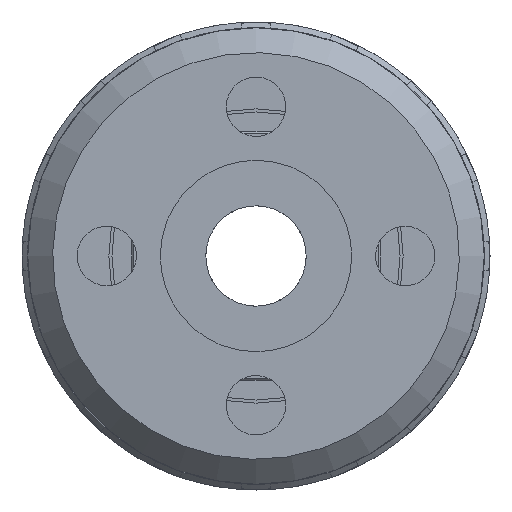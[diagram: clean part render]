
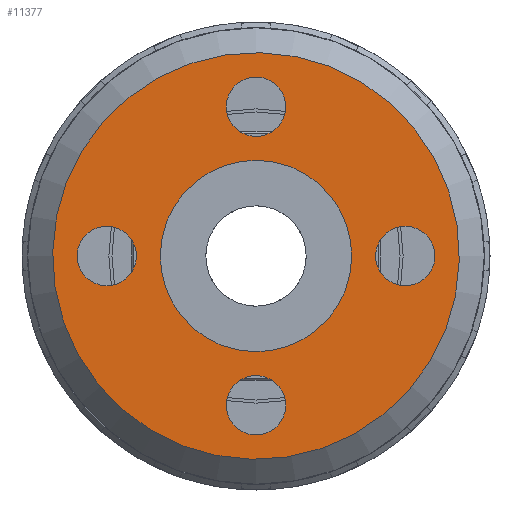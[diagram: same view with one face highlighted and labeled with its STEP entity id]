
A CAD part, front view. The second image highlights one B-rep face of the part: STEP entity #11377.
In plain terms, the highlighted face is planar.
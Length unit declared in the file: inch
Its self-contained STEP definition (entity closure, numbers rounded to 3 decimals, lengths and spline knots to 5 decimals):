
#11306=CARTESIAN_POINT('',(0.0,1.0,0.0));
#11307=DIRECTION('',(0.0,0.0,-1.0));
#11308=DIRECTION('',(-1.0,0.0,0.0));
#11309=AXIS2_PLACEMENT_3D('',#11306,#11307,#11308);
#11310=PLANE('',#11309);
#11311=CARTESIAN_POINT('',(1.01878,1.86486,0.));
#11312=VERTEX_POINT('',#11311);
#11313=CARTESIAN_POINT('',(0.0,0.0,0.));
#11314=DIRECTION('',(0.0,0.0,-1.0));
#11315=DIRECTION('',(1.0,0.0,0.0));
#11316=AXIS2_PLACEMENT_3D('',#11313,#11314,#11315);
#11317=CIRCLE('',#11316,2.125);
#11318=EDGE_CURVE('',#11312,#11312,#11317,.T.);
#11319=ORIENTED_EDGE('',*,*,#11318,.T.);
#11320=EDGE_LOOP('',(#11319));
#11321=FACE_OUTER_BOUND('',#11320,.T.);
#11322=CARTESIAN_POINT('',(0.14862,1.83205,0.0));
#11323=VERTEX_POINT('',#11322);
#11324=CARTESIAN_POINT('',(0.,1.56,0.0));
#11325=DIRECTION('',(0.0,0.0,-1.0));
#11326=DIRECTION('',(1.0,0.0,0.0));
#11327=AXIS2_PLACEMENT_3D('',#11324,#11325,#11326);
#11328=CIRCLE('',#11327,0.31);
#11329=EDGE_CURVE('',#11323,#11323,#11328,.T.);
#11330=ORIENTED_EDGE('',*,*,#11329,.F.);
#11331=EDGE_LOOP('',(#11330));
#11332=FACE_BOUND('',#11331,.T.);
#11333=CARTESIAN_POINT('',(-1.83205,0.14862,0.0));
#11334=VERTEX_POINT('',#11333);
#11335=CARTESIAN_POINT('',(-1.56,0.,0.0));
#11336=DIRECTION('',(0.0,0.0,-1.0));
#11337=DIRECTION('',(1.0,0.0,0.0));
#11338=AXIS2_PLACEMENT_3D('',#11335,#11336,#11337);
#11339=CIRCLE('',#11338,0.31);
#11340=EDGE_CURVE('',#11334,#11334,#11339,.T.);
#11341=ORIENTED_EDGE('',*,*,#11340,.F.);
#11342=EDGE_LOOP('',(#11341));
#11343=FACE_BOUND('',#11342,.T.);
#11344=CARTESIAN_POINT('',(-0.14862,-1.83205,0.0));
#11345=VERTEX_POINT('',#11344);
#11346=CARTESIAN_POINT('',(0.,-1.56,0.0));
#11347=DIRECTION('',(0.0,0.0,-1.0));
#11348=DIRECTION('',(1.0,0.0,0.0));
#11349=AXIS2_PLACEMENT_3D('',#11346,#11347,#11348);
#11350=CIRCLE('',#11349,0.31);
#11351=EDGE_CURVE('',#11345,#11345,#11350,.T.);
#11352=ORIENTED_EDGE('',*,*,#11351,.F.);
#11353=EDGE_LOOP('',(#11352));
#11354=FACE_BOUND('',#11353,.T.);
#11355=CARTESIAN_POINT('',(0.47943,0.87758,0.));
#11356=VERTEX_POINT('',#11355);
#11357=CARTESIAN_POINT('',(0.0,0.0,0.));
#11358=DIRECTION('',(0.0,0.0,-1.0));
#11359=DIRECTION('',(1.0,0.0,0.0));
#11360=AXIS2_PLACEMENT_3D('',#11357,#11358,#11359);
#11361=CIRCLE('',#11360,1.0);
#11362=EDGE_CURVE('',#11356,#11356,#11361,.T.);
#11363=ORIENTED_EDGE('',*,*,#11362,.F.);
#11364=EDGE_LOOP('',(#11363));
#11365=FACE_BOUND('',#11364,.T.);
#11366=CARTESIAN_POINT('',(1.83205,-0.14862,0.0));
#11367=VERTEX_POINT('',#11366);
#11368=CARTESIAN_POINT('',(1.56,0.0,0.0));
#11369=DIRECTION('',(0.0,0.0,-1.0));
#11370=DIRECTION('',(1.0,0.0,0.0));
#11371=AXIS2_PLACEMENT_3D('',#11368,#11369,#11370);
#11372=CIRCLE('',#11371,0.31);
#11373=EDGE_CURVE('',#11367,#11367,#11372,.T.);
#11374=ORIENTED_EDGE('',*,*,#11373,.F.);
#11375=EDGE_LOOP('',(#11374));
#11376=FACE_BOUND('',#11375,.T.);
#11377=ADVANCED_FACE('',(#11321,#11332,#11343,#11354,#11365,#11376),#11310,.T.);
